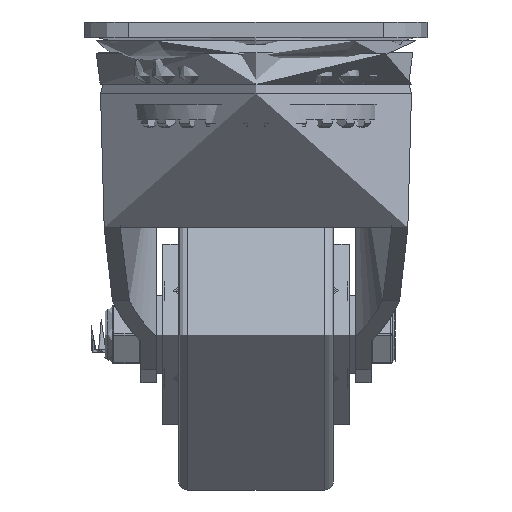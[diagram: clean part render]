
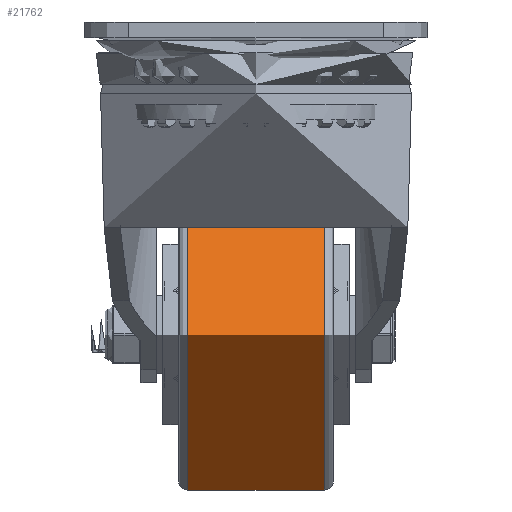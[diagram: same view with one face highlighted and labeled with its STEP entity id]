
A CAD part, left-side view. The second image highlights one B-rep face of the part: STEP entity #21762.
In plain terms, the highlighted cylindrical face has radius 50 mm (diameter 100 mm), a full revolution.
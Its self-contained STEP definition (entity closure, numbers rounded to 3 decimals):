
#2486=LINE('',#36091,#4053);
#4053=VECTOR('',#27243,50.);
#5077=CYLINDRICAL_SURFACE('',#23745,50.);
#5725=FACE_OUTER_BOUND('',#7064,.T.);
#7064=EDGE_LOOP('',(#16546,#16547,#16548,#16549));
#8438=CIRCLE('',#23743,50.);
#8440=CIRCLE('',#23746,50.);
#9698=VERTEX_POINT('',#36085);
#9699=VERTEX_POINT('',#36089);
#12227=EDGE_CURVE('',#9698,#9698,#8438,.T.);
#12229=EDGE_CURVE('',#9699,#9699,#8440,.T.);
#12230=EDGE_CURVE('',#9699,#9698,#2486,.T.);
#16546=ORIENTED_EDGE('',*,*,#12229,.F.);
#16547=ORIENTED_EDGE('',*,*,#12230,.T.);
#16548=ORIENTED_EDGE('',*,*,#12227,.T.);
#16549=ORIENTED_EDGE('',*,*,#12230,.F.);
#21762=ADVANCED_FACE('',(#5725),#5077,.T.);
#23743=AXIS2_PLACEMENT_3D('',#36086,#27235,#27236);
#23745=AXIS2_PLACEMENT_3D('',#36088,#27239,#27240);
#23746=AXIS2_PLACEMENT_3D('',#36090,#27241,#27242);
#27235=DIRECTION('center_axis',(0.,1.,0.));
#27236=DIRECTION('ref_axis',(1.,0.,0.));
#27239=DIRECTION('center_axis',(0.,1.,0.));
#27240=DIRECTION('ref_axis',(0.,0.,1.));
#27241=DIRECTION('center_axis',(0.,1.,0.));
#27242=DIRECTION('ref_axis',(1.,0.,0.));
#27243=DIRECTION('',(0.,-1.,0.));
#36085=CARTESIAN_POINT('',(0.,-22.,-50.));
#36086=CARTESIAN_POINT('Origin',(0.,-22.,0.));
#36088=CARTESIAN_POINT('Origin',(0.,0.,0.));
#36089=CARTESIAN_POINT('',(0.,22.,-50.));
#36090=CARTESIAN_POINT('Origin',(0.,22.,0.));
#36091=CARTESIAN_POINT('',(0.,0.,-50.));
